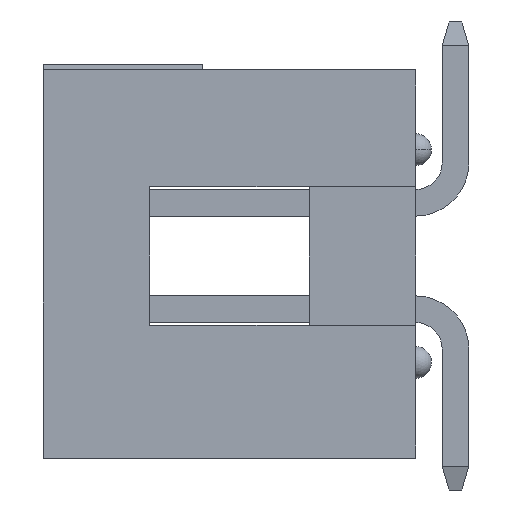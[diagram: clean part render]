
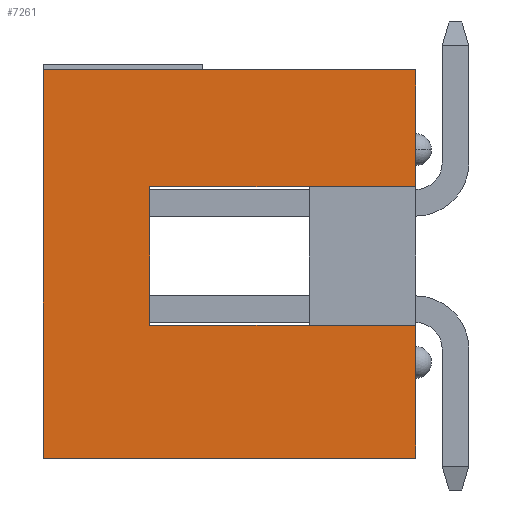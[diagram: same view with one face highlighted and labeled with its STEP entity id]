
A CAD part, left-side view. The second image highlights one B-rep face of the part: STEP entity #7261.
In plain terms, the highlighted planar face has unit normal (-1, 0, 0).
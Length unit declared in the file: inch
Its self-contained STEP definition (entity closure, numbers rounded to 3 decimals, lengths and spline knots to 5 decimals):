
#22 = CARTESIAN_POINT ( 'NONE',  ( -0.325, 0., 0.065 ) ) ;
#30 = DIRECTION ( 'NONE',  ( 0., 1., 0. ) ) ;
#33 = DIRECTION ( 'NONE',  ( 0., 0., 1. ) ) ;
#34 = CARTESIAN_POINT ( 'NONE',  ( -0.325, 0.25, -0.065 ) ) ;
#39 = CARTESIAN_POINT ( 'NONE',  ( -0.325, 0.35, -0.175 ) ) ;
#71 = CARTESIAN_POINT ( 'NONE',  ( -0.325, 0., -0.175 ) ) ;
#115 = CARTESIAN_POINT ( 'NONE',  ( -0.325, 0.35, -0.19 ) ) ;
#200 = DIRECTION ( 'NONE',  ( 0., 1., 0. ) ) ;
#208 = DIRECTION ( 'NONE',  ( 0., 0., 1. ) ) ;
#280 = DIRECTION ( 'NONE',  ( 0., -1., 0. ) ) ;
#288 = DIRECTION ( 'NONE',  ( 0., 0., -1. ) ) ;
#351 = CARTESIAN_POINT ( 'NONE',  ( -0.325, 0., -0.065 ) ) ;
#638 = VERTEX_POINT ( 'NONE', #5985 ) ;
#639 = VERTEX_POINT ( 'NONE', #5542 ) ;
#713 = EDGE_LOOP ( 'NONE', ( #1736, #1740, #1732, #1875, #1755, #1968, #1994, #1825 ) ) ;
#784 = VERTEX_POINT ( 'NONE', #5262 ) ;
#989 = VERTEX_POINT ( 'NONE', #5672 ) ;
#1170 = VERTEX_POINT ( 'NONE', #5473 ) ;
#1171 = VERTEX_POINT ( 'NONE', #5245 ) ;
#1174 = VERTEX_POINT ( 'NONE', #5698 ) ;
#1176 = VERTEX_POINT ( 'NONE', #5706 ) ;
#1732 = ORIENTED_EDGE ( 'NONE', *, *, #4475, .F. ) ;
#1736 = ORIENTED_EDGE ( 'NONE', *, *, #4268, .T. ) ;
#1740 = ORIENTED_EDGE ( 'NONE', *, *, #4395, .F. ) ;
#1755 = ORIENTED_EDGE ( 'NONE', *, *, #4464, .T. ) ;
#1825 = ORIENTED_EDGE ( 'NONE', *, *, #4309, .F. ) ;
#1875 = ORIENTED_EDGE ( 'NONE', *, *, #4476, .F. ) ;
#1968 = ORIENTED_EDGE ( 'NONE', *, *, #4269, .F. ) ;
#1994 = ORIENTED_EDGE ( 'NONE', *, *, #4489, .F. ) ;
#2808 = DIRECTION ( 'NONE',  ( 0., 0., -1. ) ) ;
#2904 = PLANE ( 'NONE',  #4997 ) ;
#2926 = DIRECTION ( 'NONE',  ( 1., 0., 0. ) ) ;
#2958 = CARTESIAN_POINT ( 'NONE',  ( -0.325, 0.35, -0.175 ) ) ;
#3171 = FACE_OUTER_BOUND ( 'NONE', #713, .T. ) ;
#3557 = LINE ( 'NONE', #22, #3921 ) ;
#3600 = LINE ( 'NONE', #39, #3665 ) ;
#3626 = LINE ( 'NONE', #34, #3927 ) ;
#3665 = VECTOR ( 'NONE', #208, 39.37008 ) ;
#3921 = VECTOR ( 'NONE', #30, 39.37008 ) ;
#3927 = VECTOR ( 'NONE', #288, 39.37008 ) ;
#4268 = EDGE_CURVE ( 'NONE', #989, #1170, #8026, .T. ) ;
#4269 = EDGE_CURVE ( 'NONE', #639, #1171, #8028, .T. ) ;
#4309 = EDGE_CURVE ( 'NONE', #989, #784, #7929, .T. ) ;
#4395 = EDGE_CURVE ( 'NONE', #638, #1170, #7704, .T. ) ;
#4464 = EDGE_CURVE ( 'NONE', #1174, #1171, #7880, .T. ) ;
#4475 = EDGE_CURVE ( 'NONE', #1176, #638, #3626, .T. ) ;
#4476 = EDGE_CURVE ( 'NONE', #1174, #1176, #3557, .T. ) ;
#4489 = EDGE_CURVE ( 'NONE', #784, #639, #3600, .T. ) ;
#4997 = AXIS2_PLACEMENT_3D ( 'NONE', #2958, #2926, #2808 ) ;
#5245 = CARTESIAN_POINT ( 'NONE',  ( -0.325, 0., 0.175 ) ) ;
#5262 = CARTESIAN_POINT ( 'NONE',  ( -0.325, 0.35, -0.19 ) ) ;
#5473 = CARTESIAN_POINT ( 'NONE',  ( -0.325, 0., -0.065 ) ) ;
#5542 = CARTESIAN_POINT ( 'NONE',  ( -0.325, 0.35, 0.175 ) ) ;
#5672 = CARTESIAN_POINT ( 'NONE',  ( -0.325, 0., -0.19 ) ) ;
#5698 = CARTESIAN_POINT ( 'NONE',  ( -0.325, 0., 0.065 ) ) ;
#5706 = CARTESIAN_POINT ( 'NONE',  ( -0.325, 0.25, 0.065 ) ) ;
#5948 = DIRECTION ( 'NONE',  ( 0., -1., 0. ) ) ;
#5949 = DIRECTION ( 'NONE',  ( 0., 0., 1. ) ) ;
#5951 = CARTESIAN_POINT ( 'NONE',  ( -0.325, 0., -0.175 ) ) ;
#5962 = CARTESIAN_POINT ( 'NONE',  ( -0.325, 0.35, 0.175 ) ) ;
#5985 = CARTESIAN_POINT ( 'NONE',  ( -0.325, 0.25, -0.065 ) ) ;
#7261 = ADVANCED_FACE ( 'NONE', ( #3171 ), #2904, .F. ) ;
#7695 = VECTOR ( 'NONE', #280, 39.37008 ) ;
#7704 = LINE ( 'NONE', #351, #7695 ) ;
#7756 = VECTOR ( 'NONE', #33, 39.37008 ) ;
#7880 = LINE ( 'NONE', #71, #7756 ) ;
#7923 = VECTOR ( 'NONE', #200, 39.37008 ) ;
#7929 = LINE ( 'NONE', #115, #7923 ) ;
#8015 = VECTOR ( 'NONE', #5948, 39.37008 ) ;
#8017 = VECTOR ( 'NONE', #5949, 39.37008 ) ;
#8026 = LINE ( 'NONE', #5951, #8017 ) ;
#8028 = LINE ( 'NONE', #5962, #8015 ) ;
